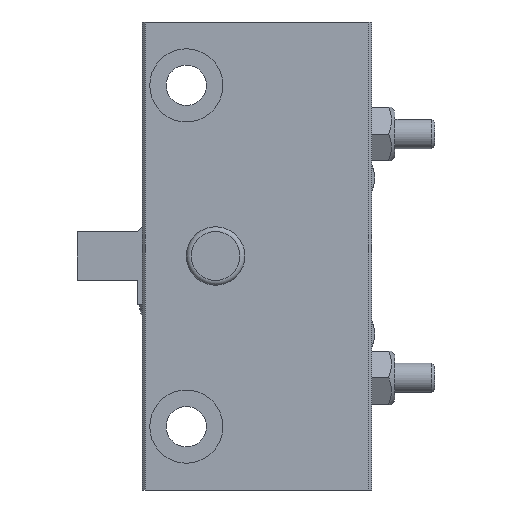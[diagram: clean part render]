
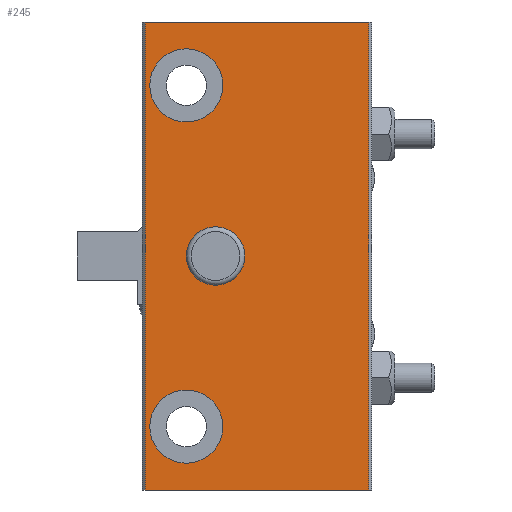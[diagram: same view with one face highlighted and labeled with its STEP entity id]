
A CAD part, front view. The second image highlights one B-rep face of the part: STEP entity #245.
In plain terms, the highlighted planar face has unit normal (0, -1, 0).
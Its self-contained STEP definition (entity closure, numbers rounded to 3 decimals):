
#245 = ADVANCED_FACE( '', ( #517, #518, #519, #520 ), #521, .F. );
#517 = FACE_BOUND( '', #910, .T. );
#518 = FACE_BOUND( '', #911, .T. );
#519 = FACE_BOUND( '', #912, .T. );
#520 = FACE_OUTER_BOUND( '', #913, .T. );
#521 = PLANE( '', #914 );
#910 = EDGE_LOOP( '', ( #1686 ) );
#911 = EDGE_LOOP( '', ( #1687 ) );
#912 = EDGE_LOOP( '', ( #1688 ) );
#913 = EDGE_LOOP( '', ( #1689, #1690, #1691, #1692 ) );
#914 = AXIS2_PLACEMENT_3D( '', #1693, #1694, #1695 );
#1686 = ORIENTED_EDGE( '', *, *, #2466, .F. );
#1687 = ORIENTED_EDGE( '', *, *, #2419, .F. );
#1688 = ORIENTED_EDGE( '', *, *, #2425, .F. );
#1689 = ORIENTED_EDGE( '', *, *, #2452, .T. );
#1690 = ORIENTED_EDGE( '', *, *, #2465, .F. );
#1691 = ORIENTED_EDGE( '', *, *, #2434, .F. );
#1692 = ORIENTED_EDGE( '', *, *, #2467, .T. );
#1693 = CARTESIAN_POINT( '', ( -11.45, -16.5, 24. ) );
#1694 = DIRECTION( '', ( 0., 1., 0. ) );
#1695 = DIRECTION( '', ( 0., 0., 1. ) );
#2419 = EDGE_CURVE( '', #2860, #2860, #2861, .T. );
#2425 = EDGE_CURVE( '', #2872, #2872, #2873, .T. );
#2434 = EDGE_CURVE( '', #2889, #2891, #2892, .T. );
#2452 = EDGE_CURVE( '', #2927, #2925, #2928, .T. );
#2465 = EDGE_CURVE( '', #2891, #2925, #2943, .T. );
#2466 = EDGE_CURVE( '', #2944, #2944, #2945, .T. );
#2467 = EDGE_CURVE( '', #2889, #2927, #2946, .T. );
#2860 = VERTEX_POINT( '', #3592 );
#2861 = CIRCLE( '', #3593, 3.75 );
#2872 = VERTEX_POINT( '', #3604 );
#2873 = CIRCLE( '', #3605, 3.75 );
#2889 = VERTEX_POINT( '', #3623 );
#2891 = VERTEX_POINT( '', #3626 );
#2892 = LINE( '', #3627, #3628 );
#2925 = VERTEX_POINT( '', #3675 );
#2927 = VERTEX_POINT( '', #3678 );
#2928 = LINE( '', #3679, #3680 );
#2943 = LINE( '', #3706, #3707 );
#2944 = VERTEX_POINT( '', #3708 );
#2945 = CIRCLE( '', #3709, 3. );
#2946 = LINE( '', #3710, #3711 );
#3592 = CARTESIAN_POINT( '', ( -7.25, -16.5, -21.25 ) );
#3593 = AXIS2_PLACEMENT_3D( '', #4302, #4303, #4304 );
#3604 = CARTESIAN_POINT( '', ( -7.25, -16.5, 13.75 ) );
#3605 = AXIS2_PLACEMENT_3D( '', #4320, #4321, #4322 );
#3623 = CARTESIAN_POINT( '', ( -11.45, -16.5, 24. ) );
#3626 = CARTESIAN_POINT( '', ( 11.45, -16.5, 24. ) );
#3627 = CARTESIAN_POINT( '', ( -11.45, -16.5, 24. ) );
#3628 = VECTOR( '', #4341, 1000. );
#3675 = CARTESIAN_POINT( '', ( 11.45, -16.5, -24. ) );
#3678 = CARTESIAN_POINT( '', ( -11.45, -16.5, -24. ) );
#3679 = CARTESIAN_POINT( '', ( -11.45, -16.5, -24. ) );
#3680 = VECTOR( '', #4363, 1000. );
#3706 = CARTESIAN_POINT( '', ( 11.45, -16.5, 24. ) );
#3707 = VECTOR( '', #4378, 1000. );
#3708 = CARTESIAN_POINT( '', ( -4.25, -16.5, -3. ) );
#3709 = AXIS2_PLACEMENT_3D( '', #4379, #4380, #4381 );
#3710 = CARTESIAN_POINT( '', ( -11.45, -16.5, 24. ) );
#3711 = VECTOR( '', #4382, 1000. );
#4302 = CARTESIAN_POINT( '', ( -7.25, -16.5, -17.5 ) );
#4303 = DIRECTION( '', ( 0., -1., 0. ) );
#4304 = DIRECTION( '', ( 0., 0., -1. ) );
#4320 = CARTESIAN_POINT( '', ( -7.25, -16.5, 17.5 ) );
#4321 = DIRECTION( '', ( 0., -1., 0. ) );
#4322 = DIRECTION( '', ( 0., 0., -1. ) );
#4341 = DIRECTION( '', ( 1., 0., 0. ) );
#4363 = DIRECTION( '', ( 1., 0., 0. ) );
#4378 = DIRECTION( '', ( 0., 0., -1. ) );
#4379 = CARTESIAN_POINT( '', ( -4.25, -16.5, 0. ) );
#4380 = DIRECTION( '', ( 0., -1., 0. ) );
#4381 = DIRECTION( '', ( 0., 0., -1. ) );
#4382 = DIRECTION( '', ( 0., 0., -1. ) );
